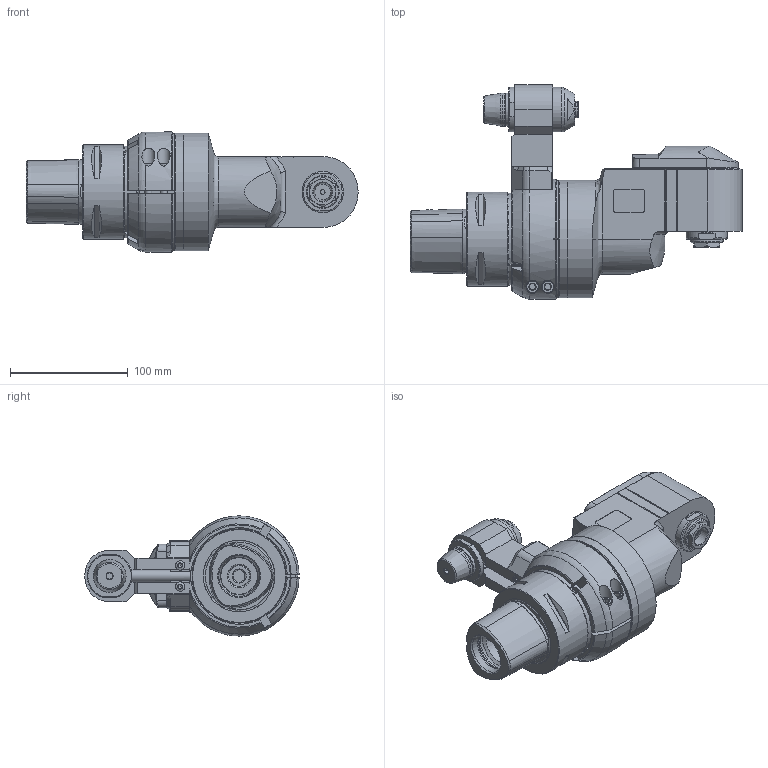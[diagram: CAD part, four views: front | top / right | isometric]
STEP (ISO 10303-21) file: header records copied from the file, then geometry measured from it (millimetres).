
FILE_DESCRIPTION(/* description */ (''),/* implementation_level */ '2;1');
FILE_NAME(/* name */ '9.FR9.130C0-4C8.stp',/* time_stamp */ '2024-10-24T15:02:20-04:00',/* author */ ('jkrenzer'),/* organization */ (''),/* preprocessor_version */ 'ST-DEVELOPER v18.1',/* originating_system */ 'Autodesk Inventor 2022',/* authorisation */ '');
FILE_SCHEMA (('AUTOMOTIVE_DESIGN { 1 0 10303 214 3 1 1 }'));
Products named in the file (2): 9.FR9.130C0-4C8; 9.FR9.130C0-4C8_1
Assembly tree (1 placements, depth 2):
  9.FR9.130C0-4C8
    9.FR9.130C0-4C8_1
Bounding box: 282 x 181.98 x 102 mm (x, y, z)
Volume: 1449338.8 mm3; surface area: 150340.1 mm2
Topology: 3 solids, 5 shells, 574 faces, 1421 edges, 911 vertices
Faces by surface type: plane 276, cylinder 142, cone 106, torus 30, bspline 18, sphere 2
Full cylindrical faces by diameter (mm): 2.5 x1, 3.2 x2, 3.3 x2, 4 x2, 4.2 x2, 5 x2, 6 x4, 6.5 x2, 8.5 x1, 8.821 x1, 9 x1, 9.1 x2, 9.2 x1, 10 x6, 10.4 x2, 11 x2, 12 x2, 12.5 x1, 12.8 x1, 13 x1, 13.5 x1, 14 x1, 16 x1, 17.7 x1, 18 x3, 20.5 x1, 23 x1, 26.5 x1, 27.5 x1, 28 x3
Entity records: 21455 total; most frequent: CARTESIAN_POINT 7798, DIRECTION 2845, ORIENTED_EDGE 2830, EDGE_CURVE 1415, AXIS2_PLACEMENT_3D 1087, VERTEX_POINT 911, LINE 671, VECTOR 671
